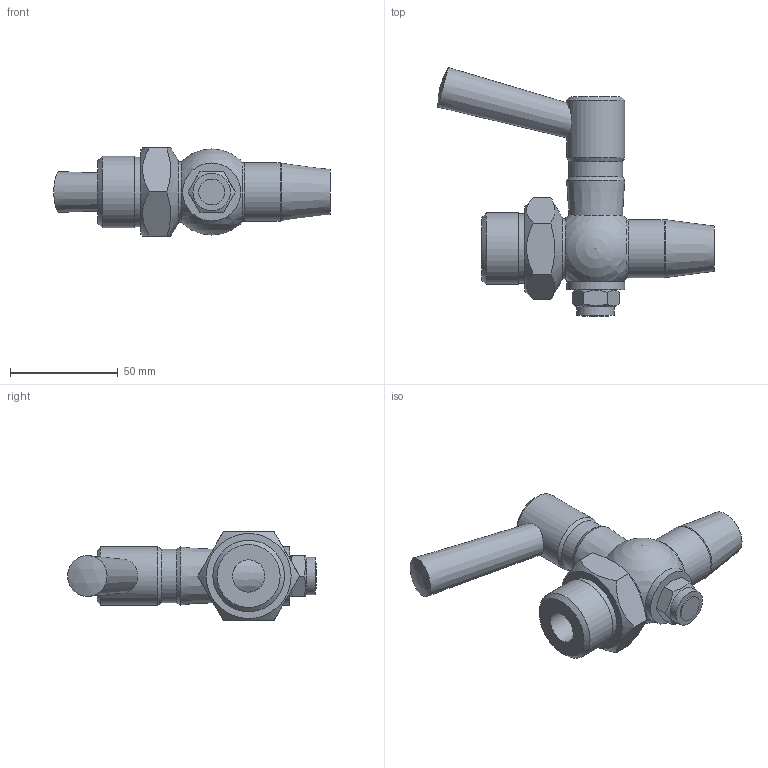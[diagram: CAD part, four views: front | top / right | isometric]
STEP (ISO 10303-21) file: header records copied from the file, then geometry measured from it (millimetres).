
FILE_DESCRIPTION((''),'2;1');
FILE_NAME('91220020X.stp','2010-09-27T13:32:26',('thilbrands'),(''),'Autodesk Inventor 2008','Autodesk Inventor 2008','');
FILE_SCHEMA(('AUTOMOTIVE_DESIGN { 1 0 10303 214 1 1 1 1 }'));
Length unit declared in the file: millimetre
Products named in the file (3): 91220020X; DIN 985 - ersetzt durch DIN EN ISO 10511 M12
Assembly tree (2 placements, depth 2):
  91220020X
    91220020X
    DIN 985 - ersetzt durch DIN EN ISO 10511 M12
Bounding box: 128.51 x 115.69 x 41 mm (x, y, z)
Volume: 124198.9 mm3; surface area: 27915 mm2
Topology: 2 solids, 2 shells, 54 faces, 114 edges, 73 vertices
Faces by surface type: plane 23, cone 15, cylinder 10, bspline 3, sphere 2, torus 1
Full cylindrical faces by diameter (mm): 12 x1, 15 x2, 17.4 x1, 25 x1, 27 x3, 32.249 x1, 33.249 x1
Entity records: 1623 total; most frequent: CARTESIAN_POINT 617, DIRECTION 196, ORIENTED_EDGE 150, EDGE_LOOP 94, AXIS2_PLACEMENT_3D 92, EDGE_CURVE 75, VERTEX_POINT 63, FACE_OUTER_BOUND 54
